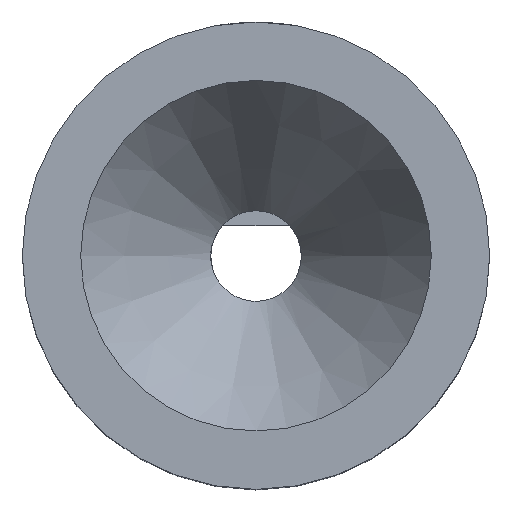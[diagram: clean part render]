
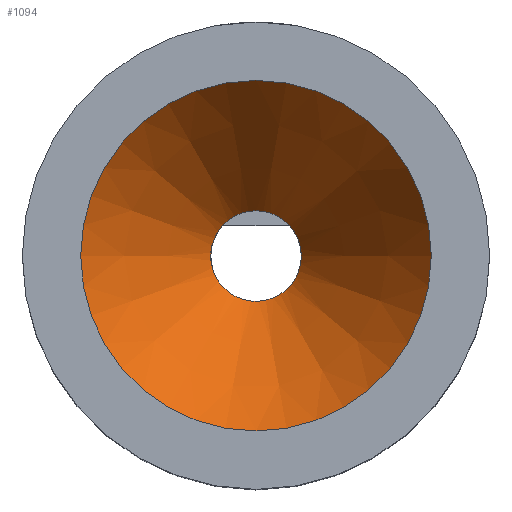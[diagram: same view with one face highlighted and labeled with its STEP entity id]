
A CAD part, top view. The second image highlights one B-rep face of the part: STEP entity #1094.
In plain terms, the highlighted conical face has half-angle 34.396 degrees and reference radius 6 mm.
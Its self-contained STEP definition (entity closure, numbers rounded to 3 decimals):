
#66 = PLANE('',#67);
#67 = AXIS2_PLACEMENT_3D('',#68,#69,#70);
#68 = CARTESIAN_POINT('',(-12.5,32.,12.));
#69 = DIRECTION('',(0.,0.,1.));
#70 = DIRECTION('',(1.,0.,0.));
#334 = CYLINDRICAL_SURFACE('',#335,1.55);
#335 = AXIS2_PLACEMENT_3D('',#336,#337,#338);
#336 = CARTESIAN_POINT('',(-12.5,32.,5.5));
#337 = DIRECTION('',(0.,0.,-1.));
#338 = DIRECTION('',(1.,0.,0.));
#497 = EDGE_CURVE('',#498,#498,#500,.T.);
#498 = VERTEX_POINT('',#499);
#499 = CARTESIAN_POINT('',(-6.5,32.,12.));
#500 = SURFACE_CURVE('',#501,(#506,#513),.PCURVE_S1.);
#501 = CIRCLE('',#502,6.);
#502 = AXIS2_PLACEMENT_3D('',#503,#504,#505);
#503 = CARTESIAN_POINT('',(-12.5,32.,12.));
#504 = DIRECTION('',(-0.,0.,1.));
#505 = DIRECTION('',(1.,0.,0.));
#506 = PCURVE('',#66,#507);
#507 = DEFINITIONAL_REPRESENTATION('',(#508),#512);
#508 = CIRCLE('',#509,6.);
#509 = AXIS2_PLACEMENT_2D('',#510,#511);
#510 = CARTESIAN_POINT('',(0.,0.));
#511 = DIRECTION('',(1.,0.));
#512 = ( GEOMETRIC_REPRESENTATION_CONTEXT(2) 
PARAMETRIC_REPRESENTATION_CONTEXT() REPRESENTATION_CONTEXT('2D SPACE',''
  ) );
#513 = PCURVE('',#514,#519);
#514 = CONICAL_SURFACE('',#515,6.,0.6);
#515 = AXIS2_PLACEMENT_3D('',#516,#517,#518);
#516 = CARTESIAN_POINT('',(-12.5,32.,12.));
#517 = DIRECTION('',(0.,0.,1.));
#518 = DIRECTION('',(1.,0.,0.));
#519 = DEFINITIONAL_REPRESENTATION('',(#520),#524);
#520 = LINE('',#521,#522);
#521 = CARTESIAN_POINT('',(0.,-0.));
#522 = VECTOR('',#523,1.);
#523 = DIRECTION('',(1.,-0.));
#524 = ( GEOMETRIC_REPRESENTATION_CONTEXT(2) 
PARAMETRIC_REPRESENTATION_CONTEXT() REPRESENTATION_CONTEXT('2D SPACE',''
  ) );
#676 = VERTEX_POINT('',#677);
#677 = CARTESIAN_POINT('',(-13.64,33.05,5.5));
#703 = EDGE_CURVE('',#676,#704,#706,.T.);
#704 = VERTEX_POINT('',#705);
#705 = CARTESIAN_POINT('',(-10.95,32.,5.5));
#706 = SURFACE_CURVE('',#707,(#712,#719),.PCURVE_S1.);
#707 = CIRCLE('',#708,1.55);
#708 = AXIS2_PLACEMENT_3D('',#709,#710,#711);
#709 = CARTESIAN_POINT('',(-12.5,32.,5.5));
#710 = DIRECTION('',(-0.,0.,1.));
#711 = DIRECTION('',(1.,0.,0.));
#712 = PCURVE('',#334,#713);
#713 = DEFINITIONAL_REPRESENTATION('',(#714),#718);
#714 = LINE('',#715,#716);
#715 = CARTESIAN_POINT('',(-0.,0.));
#716 = VECTOR('',#717,1.);
#717 = DIRECTION('',(-1.,0.));
#718 = ( GEOMETRIC_REPRESENTATION_CONTEXT(2) 
PARAMETRIC_REPRESENTATION_CONTEXT() REPRESENTATION_CONTEXT('2D SPACE',''
  ) );
#719 = PCURVE('',#514,#720);
#720 = DEFINITIONAL_REPRESENTATION('',(#721),#725);
#721 = LINE('',#722,#723);
#722 = CARTESIAN_POINT('',(0.,-6.5));
#723 = VECTOR('',#724,1.);
#724 = DIRECTION('',(1.,-0.));
#725 = ( GEOMETRIC_REPRESENTATION_CONTEXT(2) 
PARAMETRIC_REPRESENTATION_CONTEXT() REPRESENTATION_CONTEXT('2D SPACE',''
  ) );
#741 = CYLINDRICAL_SURFACE('',#742,1.55);
#742 = AXIS2_PLACEMENT_3D('',#743,#744,#745);
#743 = CARTESIAN_POINT('',(-12.5,32.,5.5));
#744 = DIRECTION('',(0.,0.,-1.));
#745 = DIRECTION('',(1.,0.,0.));
#1094 = ADVANCED_FACE('',(#1095),#514,.F.);
#1095 = FACE_BOUND('',#1096,.T.);
#1096 = EDGE_LOOP('',(#1097,#1118,#1119,#1120,#1121,#1154));
#1097 = ORIENTED_EDGE('',*,*,#1098,.F.);
#1098 = EDGE_CURVE('',#498,#704,#1099,.T.);
#1099 = SEAM_CURVE('',#1100,(#1104,#1111),.PCURVE_S1.);
#1100 = LINE('',#1101,#1102);
#1101 = CARTESIAN_POINT('',(-6.5,32.,12.));
#1102 = VECTOR('',#1103,1.);
#1103 = DIRECTION('',(-0.565,0.,-0.825
    ));
#1104 = PCURVE('',#514,#1105);
#1105 = DEFINITIONAL_REPRESENTATION('',(#1106),#1110);
#1106 = LINE('',#1107,#1108);
#1107 = CARTESIAN_POINT('',(0.,-0.));
#1108 = VECTOR('',#1109,1.);
#1109 = DIRECTION('',(0.,-1.));
#1110 = ( GEOMETRIC_REPRESENTATION_CONTEXT(2) 
PARAMETRIC_REPRESENTATION_CONTEXT() REPRESENTATION_CONTEXT('2D SPACE',''
  ) );
#1111 = PCURVE('',#514,#1112);
#1112 = DEFINITIONAL_REPRESENTATION('',(#1113),#1117);
#1113 = LINE('',#1114,#1115);
#1114 = CARTESIAN_POINT('',(6.283,-0.));
#1115 = VECTOR('',#1116,1.);
#1116 = DIRECTION('',(0.,-1.));
#1117 = ( GEOMETRIC_REPRESENTATION_CONTEXT(2) 
PARAMETRIC_REPRESENTATION_CONTEXT() REPRESENTATION_CONTEXT('2D SPACE',''
  ) );
#1118 = ORIENTED_EDGE('',*,*,#497,.T.);
#1119 = ORIENTED_EDGE('',*,*,#1098,.T.);
#1120 = ORIENTED_EDGE('',*,*,#703,.F.);
#1121 = ORIENTED_EDGE('',*,*,#1122,.F.);
#1122 = EDGE_CURVE('',#1123,#676,#1125,.T.);
#1123 = VERTEX_POINT('',#1124);
#1124 = CARTESIAN_POINT('',(-11.36,33.05,5.5));
#1125 = SURFACE_CURVE('',#1126,(#1131,#1138),.PCURVE_S1.);
#1126 = CIRCLE('',#1127,1.55);
#1127 = AXIS2_PLACEMENT_3D('',#1128,#1129,#1130);
#1128 = CARTESIAN_POINT('',(-12.5,32.,5.5));
#1129 = DIRECTION('',(-0.,0.,1.));
#1130 = DIRECTION('',(1.,0.,0.));
#1131 = PCURVE('',#514,#1132);
#1132 = DEFINITIONAL_REPRESENTATION('',(#1133),#1137);
#1133 = LINE('',#1134,#1135);
#1134 = CARTESIAN_POINT('',(0.,-6.5));
#1135 = VECTOR('',#1136,1.);
#1136 = DIRECTION('',(1.,-0.));
#1137 = ( GEOMETRIC_REPRESENTATION_CONTEXT(2) 
PARAMETRIC_REPRESENTATION_CONTEXT() REPRESENTATION_CONTEXT('2D SPACE',''
  ) );
#1138 = PCURVE('',#1139,#1144);
#1139 = PLANE('',#1140);
#1140 = AXIS2_PLACEMENT_3D('',#1141,#1142,#1143);
#1141 = CARTESIAN_POINT('',(-12.5,33.205,5.5));
#1142 = DIRECTION('',(0.,0.,-1.));
#1143 = DIRECTION('',(0.,1.,0.));
#1144 = DEFINITIONAL_REPRESENTATION('',(#1145),#1153);
#1145 = ( BOUNDED_CURVE() B_SPLINE_CURVE(2,(#1146,#1147,#1148,#1149,
#1150,#1151,#1152),.UNSPECIFIED.,.T.,.F.) B_SPLINE_CURVE_WITH_KNOTS((1,2
    ,2,2,2,1),(-2.094,0.,2.094,4.189,
6.283,8.378),.UNSPECIFIED.) CURVE() 
GEOMETRIC_REPRESENTATION_ITEM() RATIONAL_B_SPLINE_CURVE((1.,0.5,1.,0.5,
1.,0.5,1.)) REPRESENTATION_ITEM('') );
#1146 = CARTESIAN_POINT('',(-1.205,1.55));
#1147 = CARTESIAN_POINT('',(1.48,1.55));
#1148 = CARTESIAN_POINT('',(0.138,-0.775));
#1149 = CARTESIAN_POINT('',(-1.205,-3.1));
#1150 = CARTESIAN_POINT('',(-2.547,-0.775));
#1151 = CARTESIAN_POINT('',(-3.889,1.55));
#1152 = CARTESIAN_POINT('',(-1.205,1.55));
#1153 = ( GEOMETRIC_REPRESENTATION_CONTEXT(2) 
PARAMETRIC_REPRESENTATION_CONTEXT() REPRESENTATION_CONTEXT('2D SPACE',''
  ) );
#1154 = ORIENTED_EDGE('',*,*,#1155,.F.);
#1155 = EDGE_CURVE('',#704,#1123,#1156,.T.);
#1156 = SURFACE_CURVE('',#1157,(#1162,#1169),.PCURVE_S1.);
#1157 = CIRCLE('',#1158,1.55);
#1158 = AXIS2_PLACEMENT_3D('',#1159,#1160,#1161);
#1159 = CARTESIAN_POINT('',(-12.5,32.,5.5));
#1160 = DIRECTION('',(-0.,0.,1.));
#1161 = DIRECTION('',(1.,0.,0.));
#1162 = PCURVE('',#514,#1163);
#1163 = DEFINITIONAL_REPRESENTATION('',(#1164),#1168);
#1164 = LINE('',#1165,#1166);
#1165 = CARTESIAN_POINT('',(0.,-6.5));
#1166 = VECTOR('',#1167,1.);
#1167 = DIRECTION('',(1.,-0.));
#1168 = ( GEOMETRIC_REPRESENTATION_CONTEXT(2) 
PARAMETRIC_REPRESENTATION_CONTEXT() REPRESENTATION_CONTEXT('2D SPACE',''
  ) );
#1169 = PCURVE('',#741,#1170);
#1170 = DEFINITIONAL_REPRESENTATION('',(#1171),#1175);
#1171 = LINE('',#1172,#1173);
#1172 = CARTESIAN_POINT('',(-0.,0.));
#1173 = VECTOR('',#1174,1.);
#1174 = DIRECTION('',(-1.,0.));
#1175 = ( GEOMETRIC_REPRESENTATION_CONTEXT(2) 
PARAMETRIC_REPRESENTATION_CONTEXT() REPRESENTATION_CONTEXT('2D SPACE',''
  ) );
